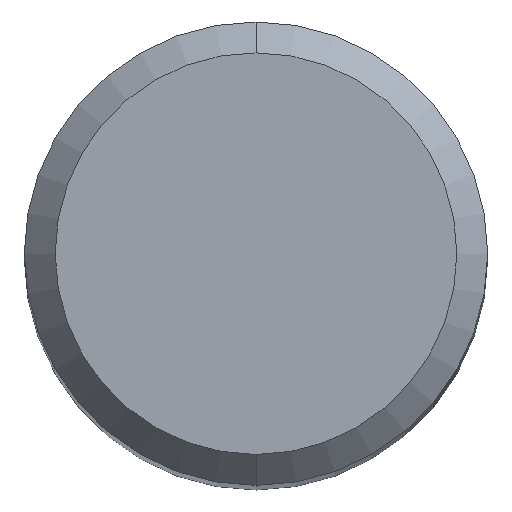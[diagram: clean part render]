
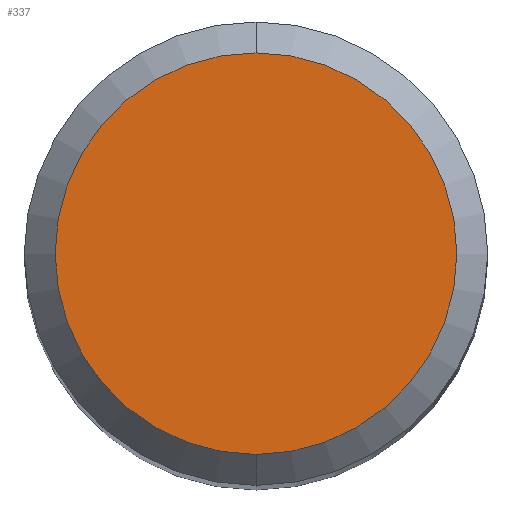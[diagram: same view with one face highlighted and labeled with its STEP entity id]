
A CAD part, top view. The second image highlights one B-rep face of the part: STEP entity #337.
In plain terms, the highlighted planar face has unit normal (0, 0, 1).
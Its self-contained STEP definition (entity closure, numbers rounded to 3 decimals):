
#237=VERTEX_POINT('',#535);
#243=VERTEX_POINT('',#541);
#337=ADVANCED_FACE('',(#646),#647,.T.);
#359=EDGE_CURVE('',#243,#237,#669,.T.);
#367=EDGE_CURVE('',#237,#243,#679,.T.);
#535=CARTESIAN_POINT('',(0.0,2.6,0.0));
#541=CARTESIAN_POINT('',(0.,-2.6,0.0));
#646=FACE_OUTER_BOUND('',#1194,.T.);
#647=PLANE('',#1195);
#669=CIRCLE('',#1260,2.6);
#679=CIRCLE('',#1277,2.6);
#1194=EDGE_LOOP('',(#1582,#1583));
#1195=AXIS2_PLACEMENT_3D('',#1584,#1585,#1586);
#1260=AXIS2_PLACEMENT_3D('',#1594,#1595,#1596);
#1277=AXIS2_PLACEMENT_3D('',#1614,#1615,#1616);
#1582=ORIENTED_EDGE('',*,*,#367,.F.);
#1583=ORIENTED_EDGE('',*,*,#359,.F.);
#1584=CARTESIAN_POINT('',(0.0,1.3,0.0));
#1585=DIRECTION('',(-0.0,0.0,1.0));
#1586=DIRECTION('',(0.0,-1.0,0.0));
#1594=CARTESIAN_POINT('',(0.0,0.0,0.0));
#1595=DIRECTION('',(0.0,0.0,-1.0));
#1596=DIRECTION('',(0.0,1.0,0.0));
#1614=CARTESIAN_POINT('',(0.0,0.0,0.0));
#1615=DIRECTION('',(0.0,0.0,-1.0));
#1616=DIRECTION('',(0.0,1.0,0.0));
